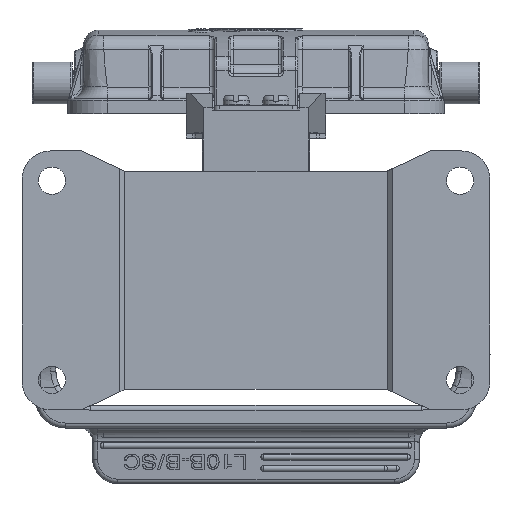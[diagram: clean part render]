
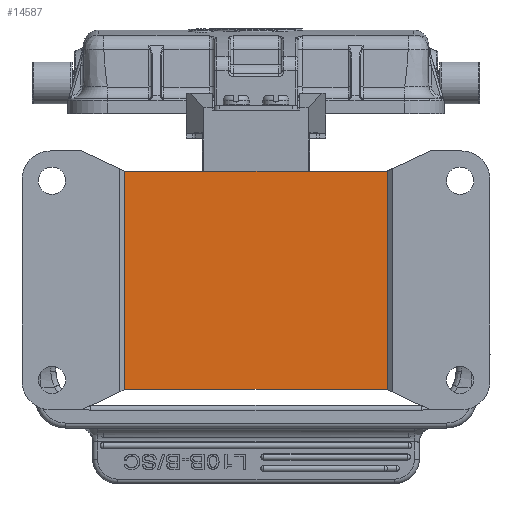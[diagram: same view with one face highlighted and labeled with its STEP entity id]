
A CAD part, front view. The second image highlights one B-rep face of the part: STEP entity #14587.
In plain terms, the highlighted planar face has unit normal (0, -1, 0).
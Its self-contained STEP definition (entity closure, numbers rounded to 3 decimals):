
#2657=B_SPLINE_CURVE_WITH_KNOTS('',3,(#97205,#97206,#97207,#97208),
 .UNSPECIFIED.,.F.,.F.,(4,4),(0.,1.),.UNSPECIFIED.);
#2779=B_SPLINE_CURVE_WITH_KNOTS('',3,(#99194,#99195,#99196,#99197),
 .UNSPECIFIED.,.F.,.F.,(4,4),(0.,1.),.UNSPECIFIED.);
#2781=B_SPLINE_CURVE_WITH_KNOTS('',3,(#99214,#99215,#99216,#99217),
 .UNSPECIFIED.,.F.,.F.,(4,4),(0.,1.),.UNSPECIFIED.);
#2783=B_SPLINE_CURVE_WITH_KNOTS('',3,(#99228,#99229,#99230,#99231),
 .UNSPECIFIED.,.F.,.F.,(4,4),(0.,1.),.UNSPECIFIED.);
#2785=B_SPLINE_CURVE_WITH_KNOTS('',3,(#99238,#99239,#99240,#99241),
 .UNSPECIFIED.,.F.,.F.,(4,4),(0.,1.),.UNSPECIFIED.);
#2786=B_SPLINE_CURVE_WITH_KNOTS('',3,(#99242,#99243,#99244,#99245),
 .UNSPECIFIED.,.F.,.F.,(4,4),(0.,1.),.UNSPECIFIED.);
#2787=B_SPLINE_CURVE_WITH_KNOTS('',3,(#99247,#99248,#99249,#99250),
 .UNSPECIFIED.,.F.,.F.,(4,4),(0.,1.),.UNSPECIFIED.);
#2788=B_SPLINE_CURVE_WITH_KNOTS('',3,(#99252,#99253,#99254,#99255),
 .UNSPECIFIED.,.F.,.F.,(4,4),(0.,1.),.UNSPECIFIED.);
#11215=FACE_OUTER_BOUND('',#18639,.T.);
#12178=PLANE('',#46332);
#14587=ADVANCED_FACE('',(#11215),#12178,.T.);
#18639=EDGE_LOOP('',(#30988,#30989,#30990,#30991,#30992,#30993,#30994,#30995));
#30988=ORIENTED_EDGE('',*,*,#41480,.F.);
#30989=ORIENTED_EDGE('',*,*,#40733,.T.);
#30990=ORIENTED_EDGE('',*,*,#41486,.F.);
#30991=ORIENTED_EDGE('',*,*,#41473,.F.);
#30992=ORIENTED_EDGE('',*,*,#41487,.F.);
#30993=ORIENTED_EDGE('',*,*,#41488,.F.);
#30994=ORIENTED_EDGE('',*,*,#41489,.F.);
#30995=ORIENTED_EDGE('',*,*,#41484,.F.);
#34746=VERTEX_POINT('',#97204);
#34747=VERTEX_POINT('',#97209);
#35229=VERTEX_POINT('',#99193);
#35230=VERTEX_POINT('',#99198);
#35235=VERTEX_POINT('',#99218);
#35238=VERTEX_POINT('',#99232);
#35239=VERTEX_POINT('',#99246);
#35240=VERTEX_POINT('',#99251);
#40733=EDGE_CURVE('',#34747,#34746,#2657,.T.);
#41473=EDGE_CURVE('',#35229,#35230,#2779,.T.);
#41480=EDGE_CURVE('',#34747,#35235,#2781,.T.);
#41484=EDGE_CURVE('',#35235,#35238,#2783,.T.);
#41486=EDGE_CURVE('',#35230,#34746,#2785,.T.);
#41487=EDGE_CURVE('',#35239,#35229,#2786,.T.);
#41488=EDGE_CURVE('',#35240,#35239,#2787,.T.);
#41489=EDGE_CURVE('',#35238,#35240,#2788,.T.);
#46332=AXIS2_PLACEMENT_3D('',#99256,#55967,#55968);
#55967=DIRECTION('',(0.,-1.,0.));
#55968=DIRECTION('',(-1.,0.,0.));
#97204=CARTESIAN_POINT('',(-0.65,50.375,62.434));
#97205=CARTESIAN_POINT('',(52.055,50.375,62.434));
#97206=CARTESIAN_POINT('',(34.487,50.375,62.434));
#97207=CARTESIAN_POINT('',(16.918,50.375,62.434));
#97208=CARTESIAN_POINT('',(-0.65,50.375,62.434));
#97209=CARTESIAN_POINT('',(52.055,50.375,62.434));
#99193=CARTESIAN_POINT('',(-0.668,50.375,18.594));
#99194=CARTESIAN_POINT('',(-0.668,50.376,18.594));
#99195=CARTESIAN_POINT('',(-0.668,50.376,33.21));
#99196=CARTESIAN_POINT('',(-0.668,50.376,47.826));
#99197=CARTESIAN_POINT('',(-0.668,50.376,62.441));
#99198=CARTESIAN_POINT('',(-0.668,50.375,62.441));
#99214=CARTESIAN_POINT('',(52.055,50.375,62.434));
#99215=CARTESIAN_POINT('',(52.061,50.375,62.436));
#99216=CARTESIAN_POINT('',(52.066,50.375,62.439));
#99217=CARTESIAN_POINT('',(52.072,50.375,62.442));
#99218=CARTESIAN_POINT('',(52.073,50.375,62.44));
#99228=CARTESIAN_POINT('',(52.073,50.376,62.44));
#99229=CARTESIAN_POINT('',(52.073,50.376,47.825));
#99230=CARTESIAN_POINT('',(52.073,50.376,33.209));
#99231=CARTESIAN_POINT('',(52.073,50.376,18.593));
#99232=CARTESIAN_POINT('',(52.073,50.375,18.593));
#99238=CARTESIAN_POINT('',(-0.667,50.375,62.442));
#99239=CARTESIAN_POINT('',(-0.662,50.375,62.439));
#99240=CARTESIAN_POINT('',(-0.656,50.375,62.436));
#99241=CARTESIAN_POINT('',(-0.65,50.375,62.434));
#99242=CARTESIAN_POINT('',(-0.65,50.375,18.601));
#99243=CARTESIAN_POINT('',(-0.656,50.375,18.598));
#99244=CARTESIAN_POINT('',(-0.661,50.375,18.596));
#99245=CARTESIAN_POINT('',(-0.667,50.375,18.593));
#99246=CARTESIAN_POINT('',(-0.65,50.375,18.6));
#99247=CARTESIAN_POINT('',(52.055,50.375,18.601));
#99248=CARTESIAN_POINT('',(34.487,50.375,18.601));
#99249=CARTESIAN_POINT('',(16.918,50.375,18.601));
#99250=CARTESIAN_POINT('',(-0.65,50.375,18.601));
#99251=CARTESIAN_POINT('',(52.055,50.375,18.601));
#99252=CARTESIAN_POINT('',(52.073,50.375,18.593));
#99253=CARTESIAN_POINT('',(52.067,50.375,18.595));
#99254=CARTESIAN_POINT('',(52.061,50.375,18.598));
#99255=CARTESIAN_POINT('',(52.055,50.375,18.601));
#99256=CARTESIAN_POINT('',(25.703,50.375,40.517));
